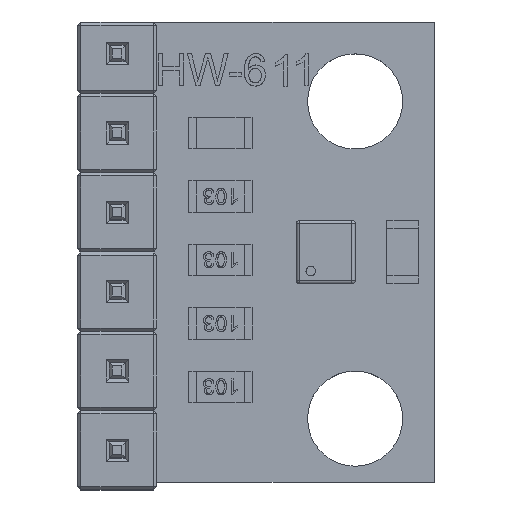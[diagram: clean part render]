
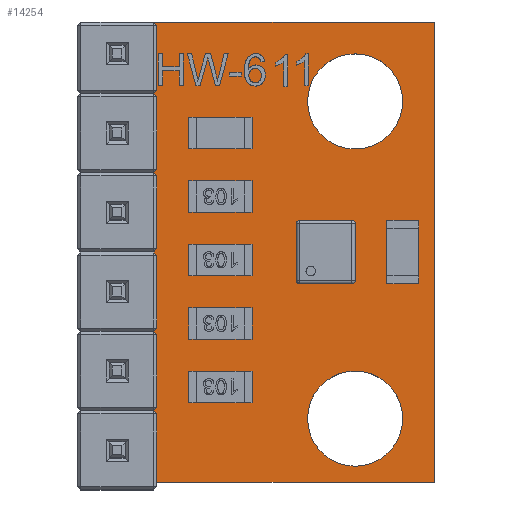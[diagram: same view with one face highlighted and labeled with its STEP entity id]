
A CAD part, top view. The second image highlights one B-rep face of the part: STEP entity #14254.
In plain terms, the highlighted planar face has unit normal (0, 0, 1).
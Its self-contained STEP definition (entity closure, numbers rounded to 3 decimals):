
#1048=FACE_BOUND('',#2556,.T.);
#1049=FACE_BOUND('',#2557,.T.);
#1050=FACE_BOUND('',#2558,.T.);
#1051=FACE_BOUND('',#2559,.T.);
#1052=FACE_BOUND('',#2560,.T.);
#1053=FACE_BOUND('',#2561,.T.);
#1054=FACE_BOUND('',#2562,.T.);
#1055=FACE_BOUND('',#2563,.T.);
#1121=PLANE('',#15236);
#1640=FACE_OUTER_BOUND('',#2555,.T.);
#2555=EDGE_LOOP('',(#9929,#9930,#9931,#9932));
#2556=EDGE_LOOP('',(#9933,#9934,#9935,#9936));
#2557=EDGE_LOOP('',(#9937,#9938,#9939,#9940));
#2558=EDGE_LOOP('',(#9941,#9942,#9943,#9944));
#2559=EDGE_LOOP('',(#9945,#9946,#9947,#9948));
#2560=EDGE_LOOP('',(#9949,#9950,#9951,#9952));
#2561=EDGE_LOOP('',(#9953,#9954,#9955,#9956));
#2562=EDGE_LOOP('',(#9957));
#2563=EDGE_LOOP('',(#9958));
#3489=LINE('',#18790,#4853);
#3492=LINE('',#18796,#4856);
#3495=LINE('',#18802,#4859);
#3498=LINE('',#18806,#4862);
#3501=LINE('',#18814,#4865);
#3504=LINE('',#18820,#4868);
#3507=LINE('',#18826,#4871);
#3510=LINE('',#18830,#4874);
#3513=LINE('',#18838,#4877);
#3516=LINE('',#18844,#4880);
#3519=LINE('',#18850,#4883);
#3522=LINE('',#18854,#4886);
#3525=LINE('',#18862,#4889);
#3528=LINE('',#18868,#4892);
#3531=LINE('',#18874,#4895);
#3534=LINE('',#18878,#4898);
#3537=LINE('',#18886,#4901);
#3540=LINE('',#18892,#4904);
#3543=LINE('',#18898,#4907);
#3546=LINE('',#18902,#4910);
#3549=LINE('',#18910,#4913);
#3552=LINE('',#18916,#4916);
#3555=LINE('',#18922,#4919);
#3558=LINE('',#18926,#4922);
#3561=LINE('',#18934,#4925);
#3564=LINE('',#18940,#4928);
#3567=LINE('',#18946,#4931);
#3570=LINE('',#18950,#4934);
#4853=VECTOR('',#15956,10.);
#4856=VECTOR('',#15961,10.);
#4859=VECTOR('',#15966,10.);
#4862=VECTOR('',#15971,10.);
#4865=VECTOR('',#15976,10.);
#4868=VECTOR('',#15981,10.);
#4871=VECTOR('',#15986,10.);
#4874=VECTOR('',#15991,10.);
#4877=VECTOR('',#15996,10.);
#4880=VECTOR('',#16001,10.);
#4883=VECTOR('',#16006,10.);
#4886=VECTOR('',#16011,10.);
#4889=VECTOR('',#16016,10.);
#4892=VECTOR('',#16021,10.);
#4895=VECTOR('',#16026,10.);
#4898=VECTOR('',#16031,10.);
#4901=VECTOR('',#16036,10.);
#4904=VECTOR('',#16041,10.);
#4907=VECTOR('',#16046,10.);
#4910=VECTOR('',#16051,10.);
#4913=VECTOR('',#16056,10.);
#4916=VECTOR('',#16061,10.);
#4919=VECTOR('',#16066,10.);
#4922=VECTOR('',#16071,10.);
#4925=VECTOR('',#16076,10.);
#4928=VECTOR('',#16081,10.);
#4931=VECTOR('',#16086,10.);
#4934=VECTOR('',#16091,10.);
#6213=CIRCLE('',#15203,1.5);
#6215=CIRCLE('',#15206,1.5);
#6337=VERTEX_POINT('',#18772);
#6339=VERTEX_POINT('',#18778);
#6343=VERTEX_POINT('',#18787);
#6344=VERTEX_POINT('',#18789);
#6346=VERTEX_POINT('',#18795);
#6348=VERTEX_POINT('',#18801);
#6351=VERTEX_POINT('',#18811);
#6352=VERTEX_POINT('',#18813);
#6354=VERTEX_POINT('',#18819);
#6356=VERTEX_POINT('',#18825);
#6359=VERTEX_POINT('',#18835);
#6360=VERTEX_POINT('',#18837);
#6362=VERTEX_POINT('',#18843);
#6364=VERTEX_POINT('',#18849);
#6367=VERTEX_POINT('',#18859);
#6368=VERTEX_POINT('',#18861);
#6370=VERTEX_POINT('',#18867);
#6372=VERTEX_POINT('',#18873);
#6375=VERTEX_POINT('',#18883);
#6376=VERTEX_POINT('',#18885);
#6378=VERTEX_POINT('',#18891);
#6380=VERTEX_POINT('',#18897);
#6383=VERTEX_POINT('',#18907);
#6384=VERTEX_POINT('',#18909);
#6386=VERTEX_POINT('',#18915);
#6388=VERTEX_POINT('',#18921);
#6391=VERTEX_POINT('',#18931);
#6392=VERTEX_POINT('',#18933);
#6394=VERTEX_POINT('',#18939);
#6396=VERTEX_POINT('',#18945);
#7669=EDGE_CURVE('',#6337,#6337,#6213,.T.);
#7672=EDGE_CURVE('',#6339,#6339,#6215,.T.);
#7677=EDGE_CURVE('',#6344,#6343,#3489,.T.);
#7680=EDGE_CURVE('',#6346,#6344,#3492,.T.);
#7683=EDGE_CURVE('',#6348,#6346,#3495,.T.);
#7686=EDGE_CURVE('',#6343,#6348,#3498,.T.);
#7689=EDGE_CURVE('',#6352,#6351,#3501,.T.);
#7692=EDGE_CURVE('',#6354,#6352,#3504,.T.);
#7695=EDGE_CURVE('',#6356,#6354,#3507,.T.);
#7698=EDGE_CURVE('',#6351,#6356,#3510,.T.);
#7701=EDGE_CURVE('',#6360,#6359,#3513,.T.);
#7704=EDGE_CURVE('',#6362,#6360,#3516,.T.);
#7707=EDGE_CURVE('',#6364,#6362,#3519,.T.);
#7710=EDGE_CURVE('',#6359,#6364,#3522,.T.);
#7713=EDGE_CURVE('',#6368,#6367,#3525,.T.);
#7716=EDGE_CURVE('',#6370,#6368,#3528,.T.);
#7719=EDGE_CURVE('',#6372,#6370,#3531,.T.);
#7722=EDGE_CURVE('',#6367,#6372,#3534,.T.);
#7725=EDGE_CURVE('',#6376,#6375,#3537,.T.);
#7728=EDGE_CURVE('',#6378,#6376,#3540,.T.);
#7731=EDGE_CURVE('',#6380,#6378,#3543,.T.);
#7734=EDGE_CURVE('',#6375,#6380,#3546,.T.);
#7737=EDGE_CURVE('',#6384,#6383,#3549,.T.);
#7740=EDGE_CURVE('',#6386,#6384,#3552,.T.);
#7743=EDGE_CURVE('',#6388,#6386,#3555,.T.);
#7746=EDGE_CURVE('',#6383,#6388,#3558,.T.);
#7749=EDGE_CURVE('',#6392,#6391,#3561,.T.);
#7752=EDGE_CURVE('',#6394,#6392,#3564,.T.);
#7755=EDGE_CURVE('',#6396,#6394,#3567,.T.);
#7758=EDGE_CURVE('',#6391,#6396,#3570,.T.);
#9929=ORIENTED_EDGE('',*,*,#7758,.T.);
#9930=ORIENTED_EDGE('',*,*,#7755,.T.);
#9931=ORIENTED_EDGE('',*,*,#7752,.T.);
#9932=ORIENTED_EDGE('',*,*,#7749,.T.);
#9933=ORIENTED_EDGE('',*,*,#7746,.T.);
#9934=ORIENTED_EDGE('',*,*,#7743,.T.);
#9935=ORIENTED_EDGE('',*,*,#7740,.T.);
#9936=ORIENTED_EDGE('',*,*,#7737,.T.);
#9937=ORIENTED_EDGE('',*,*,#7734,.T.);
#9938=ORIENTED_EDGE('',*,*,#7731,.T.);
#9939=ORIENTED_EDGE('',*,*,#7728,.T.);
#9940=ORIENTED_EDGE('',*,*,#7725,.T.);
#9941=ORIENTED_EDGE('',*,*,#7722,.T.);
#9942=ORIENTED_EDGE('',*,*,#7719,.T.);
#9943=ORIENTED_EDGE('',*,*,#7716,.T.);
#9944=ORIENTED_EDGE('',*,*,#7713,.T.);
#9945=ORIENTED_EDGE('',*,*,#7710,.T.);
#9946=ORIENTED_EDGE('',*,*,#7707,.T.);
#9947=ORIENTED_EDGE('',*,*,#7704,.T.);
#9948=ORIENTED_EDGE('',*,*,#7701,.T.);
#9949=ORIENTED_EDGE('',*,*,#7698,.T.);
#9950=ORIENTED_EDGE('',*,*,#7695,.T.);
#9951=ORIENTED_EDGE('',*,*,#7692,.T.);
#9952=ORIENTED_EDGE('',*,*,#7689,.T.);
#9953=ORIENTED_EDGE('',*,*,#7686,.T.);
#9954=ORIENTED_EDGE('',*,*,#7683,.T.);
#9955=ORIENTED_EDGE('',*,*,#7680,.T.);
#9956=ORIENTED_EDGE('',*,*,#7677,.T.);
#9957=ORIENTED_EDGE('',*,*,#7672,.T.);
#9958=ORIENTED_EDGE('',*,*,#7669,.T.);
#14254=ADVANCED_FACE('',(#1640,#1048,#1049,#1050,#1051,#1052,#1053,#1054,
#1055),#1121,.T.);
#15203=AXIS2_PLACEMENT_3D('',#18773,#15940,#15941);
#15206=AXIS2_PLACEMENT_3D('',#18779,#15947,#15948);
#15236=AXIS2_PLACEMENT_3D('',#18951,#16092,#16093);
#15940=DIRECTION('center_axis',(0.,0.,-1.));
#15941=DIRECTION('ref_axis',(1.,0.,0.));
#15947=DIRECTION('center_axis',(0.,0.,-1.));
#15948=DIRECTION('ref_axis',(1.,0.,0.));
#15956=DIRECTION('',(0.,1.,0.));
#15961=DIRECTION('',(-1.,0.,0.));
#15966=DIRECTION('',(0.,-1.,0.));
#15971=DIRECTION('',(1.,0.,0.));
#15976=DIRECTION('',(1.,0.,0.));
#15981=DIRECTION('',(0.,1.,0.));
#15986=DIRECTION('',(-1.,0.,0.));
#15991=DIRECTION('',(0.,-1.,0.));
#15996=DIRECTION('',(1.,0.,0.));
#16001=DIRECTION('',(0.,1.,0.));
#16006=DIRECTION('',(-1.,0.,0.));
#16011=DIRECTION('',(0.,-1.,0.));
#16016=DIRECTION('',(1.,0.,0.));
#16021=DIRECTION('',(0.,1.,0.));
#16026=DIRECTION('',(-1.,0.,0.));
#16031=DIRECTION('',(0.,-1.,0.));
#16036=DIRECTION('',(1.,0.,0.));
#16041=DIRECTION('',(0.,1.,0.));
#16046=DIRECTION('',(-1.,0.,0.));
#16051=DIRECTION('',(0.,-1.,0.));
#16056=DIRECTION('',(1.,0.,0.));
#16061=DIRECTION('',(0.,1.,0.));
#16066=DIRECTION('',(-1.,0.,0.));
#16071=DIRECTION('',(0.,-1.,0.));
#16076=DIRECTION('',(1.,0.,0.));
#16081=DIRECTION('',(0.,-1.,0.));
#16086=DIRECTION('',(-1.,0.,0.));
#16091=DIRECTION('',(0.,1.,0.));
#16092=DIRECTION('center_axis',(0.,0.,1.));
#16093=DIRECTION('ref_axis',(1.,0.,0.));
#18772=CARTESIAN_POINT('',(1.5,-5.25,1.7));
#18773=CARTESIAN_POINT('Origin',(3.,-5.25,1.7));
#18778=CARTESIAN_POINT('',(1.5,4.75,1.7));
#18779=CARTESIAN_POINT('Origin',(3.,4.75,1.7));
#18787=CARTESIAN_POINT('',(-4.75,6.5,1.7));
#18789=CARTESIAN_POINT('',(-4.75,6.,1.7));
#18790=CARTESIAN_POINT('',(-4.75,6.,1.7));
#18795=CARTESIAN_POINT('',(-4.25,6.,1.7));
#18796=CARTESIAN_POINT('',(-4.25,6.,1.7));
#18801=CARTESIAN_POINT('',(-4.25,6.5,1.7));
#18802=CARTESIAN_POINT('',(-4.25,6.5,1.7));
#18806=CARTESIAN_POINT('',(-4.75,6.5,1.7));
#18811=CARTESIAN_POINT('',(-4.25,4.,1.7));
#18813=CARTESIAN_POINT('',(-4.75,4.,1.7));
#18814=CARTESIAN_POINT('',(-4.25,4.,1.7));
#18819=CARTESIAN_POINT('',(-4.75,3.5,1.7));
#18820=CARTESIAN_POINT('',(-4.75,4.,1.7));
#18825=CARTESIAN_POINT('',(-4.25,3.5,1.7));
#18826=CARTESIAN_POINT('',(-4.75,3.5,1.7));
#18830=CARTESIAN_POINT('',(-4.25,3.5,1.7));
#18835=CARTESIAN_POINT('',(-4.25,1.5,1.7));
#18837=CARTESIAN_POINT('',(-4.75,1.5,1.7));
#18838=CARTESIAN_POINT('',(-4.25,1.5,1.7));
#18843=CARTESIAN_POINT('',(-4.75,1.,1.7));
#18844=CARTESIAN_POINT('',(-4.75,1.5,1.7));
#18849=CARTESIAN_POINT('',(-4.25,1.,1.7));
#18850=CARTESIAN_POINT('',(-4.75,1.,1.7));
#18854=CARTESIAN_POINT('',(-4.25,1.,1.7));
#18859=CARTESIAN_POINT('',(-4.25,-1.,1.7));
#18861=CARTESIAN_POINT('',(-4.75,-1.,1.7));
#18862=CARTESIAN_POINT('',(-4.25,-1.,1.7));
#18867=CARTESIAN_POINT('',(-4.75,-1.5,1.7));
#18868=CARTESIAN_POINT('',(-4.75,-1.,1.7));
#18873=CARTESIAN_POINT('',(-4.25,-1.5,1.7));
#18874=CARTESIAN_POINT('',(-4.75,-1.5,1.7));
#18878=CARTESIAN_POINT('',(-4.25,-1.5,1.7));
#18883=CARTESIAN_POINT('',(-4.25,-3.5,1.7));
#18885=CARTESIAN_POINT('',(-4.75,-3.5,1.7));
#18886=CARTESIAN_POINT('',(-4.25,-3.5,1.7));
#18891=CARTESIAN_POINT('',(-4.75,-4.,1.7));
#18892=CARTESIAN_POINT('',(-4.75,-3.5,1.7));
#18897=CARTESIAN_POINT('',(-4.25,-4.,1.7));
#18898=CARTESIAN_POINT('',(-4.75,-4.,1.7));
#18902=CARTESIAN_POINT('',(-4.25,-4.,1.7));
#18907=CARTESIAN_POINT('',(-4.25,-6.,1.7));
#18909=CARTESIAN_POINT('',(-4.75,-6.,1.7));
#18910=CARTESIAN_POINT('',(-4.25,-6.,1.7));
#18915=CARTESIAN_POINT('',(-4.75,-6.5,1.7));
#18916=CARTESIAN_POINT('',(-4.75,-6.,1.7));
#18921=CARTESIAN_POINT('',(-4.25,-6.5,1.7));
#18922=CARTESIAN_POINT('',(-4.75,-6.5,1.7));
#18926=CARTESIAN_POINT('',(-4.25,-6.5,1.7));
#18931=CARTESIAN_POINT('',(5.5,-7.25,1.7));
#18933=CARTESIAN_POINT('',(-5.5,-7.25,1.7));
#18934=CARTESIAN_POINT('',(-5.5,-7.25,1.7));
#18939=CARTESIAN_POINT('',(-5.5,7.25,1.7));
#18940=CARTESIAN_POINT('',(-5.5,7.25,1.7));
#18945=CARTESIAN_POINT('',(5.5,7.25,1.7));
#18946=CARTESIAN_POINT('',(5.5,7.25,1.7));
#18950=CARTESIAN_POINT('',(5.5,-7.25,1.7));
#18951=CARTESIAN_POINT('Origin',(0.,0.,1.7));
